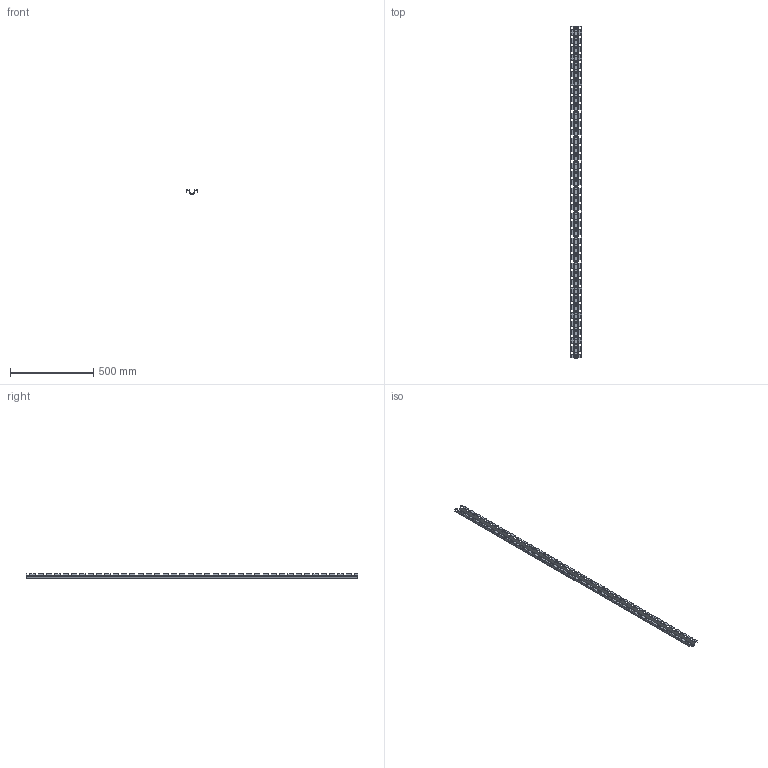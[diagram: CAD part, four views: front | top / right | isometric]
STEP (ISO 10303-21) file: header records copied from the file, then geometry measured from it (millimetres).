
FILE_DESCRIPTION(/* description */ (''),/* implementation_level */ '2;1');
FILE_NAME(/* name */ '013023.stp',/* time_stamp */ '2024-01-03T10:48:47+01:00',/* author */ ('bonnaudn'),/* organization */ (''),/* preprocessor_version */ 'ST-DEVELOPER v19.2',/* originating_system */ 'AutoCAD Mechanical',/* authorisation */ '');
FILE_SCHEMA (('AUTOMOTIVE_DESIGN { 1 0 10303 214 3 1 1 }'));
Length unit declared in the file: millimetre
Products named in the file (1): Product
Bounding box: 68.09 x 1994 x 26.25 mm (x, y, z)
Volume: 302679.6 mm3; surface area: 433219.9 mm2
Topology: 1 solids, 41 shells, 702 faces, 2620 edges, 1800 vertices
Faces by surface type: plane 538, cylinder 164
Entity records: 27969 total; most frequent: CARTESIAN_POINT 5123, ORIENTED_EDGE 5080, DIRECTION 4434, EDGE_CURVE 2620, LINE 2212, VECTOR 2212, VERTEX_POINT 1800, AXIS2_PLACEMENT_3D 1111
